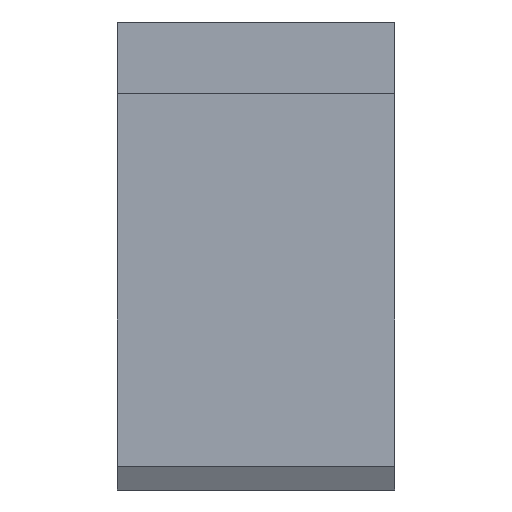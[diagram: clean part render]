
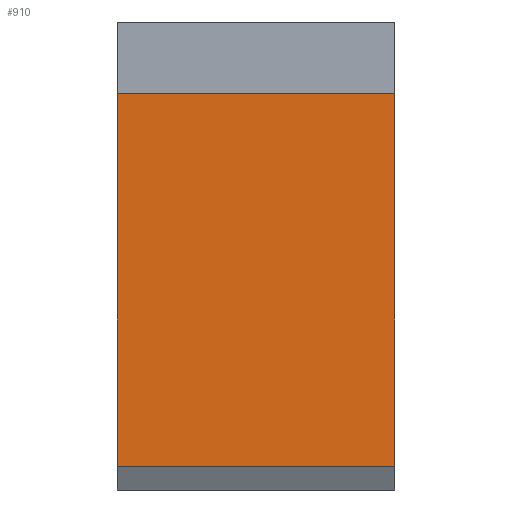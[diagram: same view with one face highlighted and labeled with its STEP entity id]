
A CAD part, front view. The second image highlights one B-rep face of the part: STEP entity #910.
In plain terms, the highlighted planar face has unit normal (0, -1, 0).
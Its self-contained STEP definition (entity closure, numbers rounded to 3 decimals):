
#118=CARTESIAN_POINT('Vertex',(35.,0.,3.)) ;
#204=CARTESIAN_POINT('Vertex',(35.,0.,50.)) ;
#207=CARTESIAN_POINT('Line Origine',(35.,0.,26.5)) ;
#378=CARTESIAN_POINT('Line Origine',(17.5,0.,3.)) ;
#382=CARTESIAN_POINT('Vertex',(0.,0.,3.)) ;
#843=CARTESIAN_POINT('Vertex',(0.,0.,50.)) ;
#846=CARTESIAN_POINT('Line Origine',(17.5,0.,50.)) ;
#894=CARTESIAN_POINT('Axis2P3D Location',(0.,0.,3.)) ;
#899=CARTESIAN_POINT('Line Origine',(0.,0.,26.5)) ;
#208=DIRECTION('Vector Direction',(0.,0.,1.)) ;
#379=DIRECTION('Vector Direction',(1.,0.,0.)) ;
#847=DIRECTION('Vector Direction',(1.,0.,0.)) ;
#895=DIRECTION('Axis2P3D Direction',(0.,1.,0.)) ;
#896=DIRECTION('Axis2P3D XDirection',(0.,0.,1.)) ;
#900=DIRECTION('Vector Direction',(0.,0.,1.)) ;
#897=AXIS2_PLACEMENT_3D('Plane Axis2P3D',#894,#895,#896) ;
#905=ORIENTED_EDGE('',*,*,#850,.F.) ;
#906=ORIENTED_EDGE('',*,*,#903,.T.) ;
#907=ORIENTED_EDGE('',*,*,#384,.T.) ;
#908=ORIENTED_EDGE('',*,*,#211,.F.) ;
#209=VECTOR('Line Direction',#208,1.) ;
#380=VECTOR('Line Direction',#379,1.) ;
#848=VECTOR('Line Direction',#847,1.) ;
#901=VECTOR('Line Direction',#900,1.) ;
#910=ADVANCED_FACE('',(#909),#898,.F.) ;
#211=EDGE_CURVE('',#205,#119,#210,.F.) ;
#384=EDGE_CURVE('',#383,#119,#381,.T.) ;
#850=EDGE_CURVE('',#844,#205,#849,.T.) ;
#903=EDGE_CURVE('',#844,#383,#902,.F.) ;
#904=EDGE_LOOP('',(#905,#906,#907,#908)) ;
#909=FACE_OUTER_BOUND('',#904,.T.) ;
#210=LINE('Line',#207,#209) ;
#381=LINE('Line',#378,#380) ;
#849=LINE('Line',#846,#848) ;
#902=LINE('Line',#899,#901) ;
#898=PLANE('Plane',#897) ;
#119=VERTEX_POINT('',#118) ;
#205=VERTEX_POINT('',#204) ;
#383=VERTEX_POINT('',#382) ;
#844=VERTEX_POINT('',#843) ;
